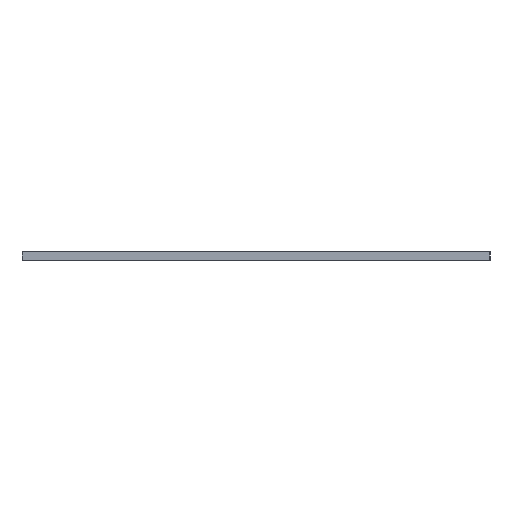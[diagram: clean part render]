
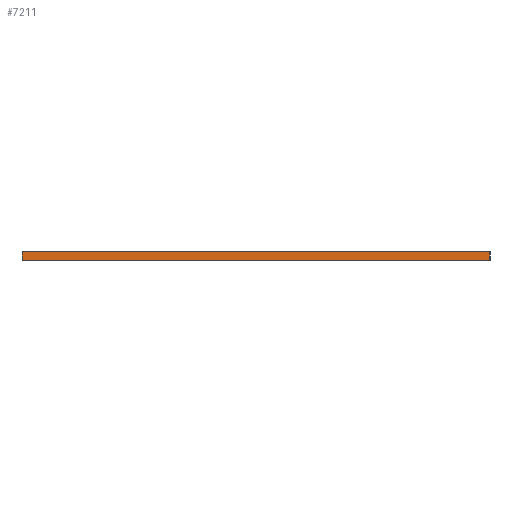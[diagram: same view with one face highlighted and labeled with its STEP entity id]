
A CAD part, left-side view. The second image highlights one B-rep face of the part: STEP entity #7211.
In plain terms, the highlighted planar face has unit normal (-1, 0, 0).
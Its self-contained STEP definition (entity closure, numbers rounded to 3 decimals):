
#55 = PLANE('',#56);
#56 = AXIS2_PLACEMENT_3D('',#57,#58,#59);
#57 = CARTESIAN_POINT('',(34.925,-46.355,0.));
#58 = DIRECTION('',(0.,1.,0.));
#59 = DIRECTION('',(1.,0.,0.));
#83 = PLANE('',#84);
#84 = AXIS2_PLACEMENT_3D('',#85,#86,#87);
#85 = CARTESIAN_POINT('',(101.177,-92.498,1.6));
#86 = DIRECTION('',(-0.,-0.,-1.));
#87 = DIRECTION('',(-1.,0.,0.));
#137 = PLANE('',#138);
#138 = AXIS2_PLACEMENT_3D('',#139,#140,#141);
#139 = CARTESIAN_POINT('',(101.177,-92.498,0.));
#140 = DIRECTION('',(-0.,-0.,-1.));
#141 = DIRECTION('',(-1.,0.,0.));
#152 = EDGE_CURVE('',#153,#155,#157,.T.);
#153 = VERTEX_POINT('',#154);
#154 = CARTESIAN_POINT('',(34.925,-46.355,0.));
#155 = VERTEX_POINT('',#156);
#156 = CARTESIAN_POINT('',(34.925,-46.355,1.6));
#157 = SURFACE_CURVE('',#158,(#162,#169),.PCURVE_S1.);
#158 = LINE('',#159,#160);
#159 = CARTESIAN_POINT('',(34.925,-46.355,0.));
#160 = VECTOR('',#161,1.);
#161 = DIRECTION('',(0.,0.,1.));
#162 = PCURVE('',#55,#163);
#163 = DEFINITIONAL_REPRESENTATION('',(#164),#168);
#164 = LINE('',#165,#166);
#165 = CARTESIAN_POINT('',(0.,0.));
#166 = VECTOR('',#167,1.);
#167 = DIRECTION('',(0.,-1.));
#168 = ( GEOMETRIC_REPRESENTATION_CONTEXT(2) 
PARAMETRIC_REPRESENTATION_CONTEXT() REPRESENTATION_CONTEXT('2D SPACE',''
  ) );
#169 = PCURVE('',#170,#175);
#170 = PLANE('',#171);
#171 = AXIS2_PLACEMENT_3D('',#172,#173,#174);
#172 = CARTESIAN_POINT('',(34.925,-130.175,0.));
#173 = DIRECTION('',(-1.,0.,0.));
#174 = DIRECTION('',(0.,1.,0.));
#175 = DEFINITIONAL_REPRESENTATION('',(#176),#180);
#176 = LINE('',#177,#178);
#177 = CARTESIAN_POINT('',(83.82,0.));
#178 = VECTOR('',#179,1.);
#179 = DIRECTION('',(0.,-1.));
#180 = ( GEOMETRIC_REPRESENTATION_CONTEXT(2) 
PARAMETRIC_REPRESENTATION_CONTEXT() REPRESENTATION_CONTEXT('2D SPACE',''
  ) );
#330 = VERTEX_POINT('',#331);
#331 = CARTESIAN_POINT('',(34.925,-130.175,0.));
#345 = PLANE('',#346);
#346 = AXIS2_PLACEMENT_3D('',#347,#348,#349);
#347 = CARTESIAN_POINT('',(175.895,-130.175,0.));
#348 = DIRECTION('',(0.,-1.,0.));
#349 = DIRECTION('',(-1.,0.,0.));
#357 = EDGE_CURVE('',#330,#153,#358,.T.);
#358 = SURFACE_CURVE('',#359,(#363,#370),.PCURVE_S1.);
#359 = LINE('',#360,#361);
#360 = CARTESIAN_POINT('',(34.925,-130.175,0.));
#361 = VECTOR('',#362,1.);
#362 = DIRECTION('',(0.,1.,0.));
#363 = PCURVE('',#137,#364);
#364 = DEFINITIONAL_REPRESENTATION('',(#365),#369);
#365 = LINE('',#366,#367);
#366 = CARTESIAN_POINT('',(66.252,-37.677));
#367 = VECTOR('',#368,1.);
#368 = DIRECTION('',(0.,1.));
#369 = ( GEOMETRIC_REPRESENTATION_CONTEXT(2) 
PARAMETRIC_REPRESENTATION_CONTEXT() REPRESENTATION_CONTEXT('2D SPACE',''
  ) );
#370 = PCURVE('',#170,#371);
#371 = DEFINITIONAL_REPRESENTATION('',(#372),#376);
#372 = LINE('',#373,#374);
#373 = CARTESIAN_POINT('',(0.,0.));
#374 = VECTOR('',#375,1.);
#375 = DIRECTION('',(1.,0.));
#376 = ( GEOMETRIC_REPRESENTATION_CONTEXT(2) 
PARAMETRIC_REPRESENTATION_CONTEXT() REPRESENTATION_CONTEXT('2D SPACE',''
  ) );
#4048 = VERTEX_POINT('',#4049);
#4049 = CARTESIAN_POINT('',(34.925,-130.175,1.6));
#4070 = EDGE_CURVE('',#4048,#155,#4071,.T.);
#4071 = SURFACE_CURVE('',#4072,(#4076,#4083),.PCURVE_S1.);
#4072 = LINE('',#4073,#4074);
#4073 = CARTESIAN_POINT('',(34.925,-130.175,1.6));
#4074 = VECTOR('',#4075,1.);
#4075 = DIRECTION('',(0.,1.,0.));
#4076 = PCURVE('',#83,#4077);
#4077 = DEFINITIONAL_REPRESENTATION('',(#4078),#4082);
#4078 = LINE('',#4079,#4080);
#4079 = CARTESIAN_POINT('',(66.252,-37.677));
#4080 = VECTOR('',#4081,1.);
#4081 = DIRECTION('',(0.,1.));
#4082 = ( GEOMETRIC_REPRESENTATION_CONTEXT(2) 
PARAMETRIC_REPRESENTATION_CONTEXT() REPRESENTATION_CONTEXT('2D SPACE',''
  ) );
#4083 = PCURVE('',#170,#4084);
#4084 = DEFINITIONAL_REPRESENTATION('',(#4085),#4089);
#4085 = LINE('',#4086,#4087);
#4086 = CARTESIAN_POINT('',(0.,-1.6));
#4087 = VECTOR('',#4088,1.);
#4088 = DIRECTION('',(1.,0.));
#4089 = ( GEOMETRIC_REPRESENTATION_CONTEXT(2) 
PARAMETRIC_REPRESENTATION_CONTEXT() REPRESENTATION_CONTEXT('2D SPACE',''
  ) );
#7211 = ADVANCED_FACE('',(#7212),#170,.T.);
#7212 = FACE_BOUND('',#7213,.T.);
#7213 = EDGE_LOOP('',(#7214,#7235,#7236,#7237));
#7214 = ORIENTED_EDGE('',*,*,#7215,.T.);
#7215 = EDGE_CURVE('',#330,#4048,#7216,.T.);
#7216 = SURFACE_CURVE('',#7217,(#7221,#7228),.PCURVE_S1.);
#7217 = LINE('',#7218,#7219);
#7218 = CARTESIAN_POINT('',(34.925,-130.175,0.));
#7219 = VECTOR('',#7220,1.);
#7220 = DIRECTION('',(0.,0.,1.));
#7221 = PCURVE('',#170,#7222);
#7222 = DEFINITIONAL_REPRESENTATION('',(#7223),#7227);
#7223 = LINE('',#7224,#7225);
#7224 = CARTESIAN_POINT('',(0.,0.));
#7225 = VECTOR('',#7226,1.);
#7226 = DIRECTION('',(0.,-1.));
#7227 = ( GEOMETRIC_REPRESENTATION_CONTEXT(2) 
PARAMETRIC_REPRESENTATION_CONTEXT() REPRESENTATION_CONTEXT('2D SPACE',''
  ) );
#7228 = PCURVE('',#345,#7229);
#7229 = DEFINITIONAL_REPRESENTATION('',(#7230),#7234);
#7230 = LINE('',#7231,#7232);
#7231 = CARTESIAN_POINT('',(140.97,0.));
#7232 = VECTOR('',#7233,1.);
#7233 = DIRECTION('',(0.,-1.));
#7234 = ( GEOMETRIC_REPRESENTATION_CONTEXT(2) 
PARAMETRIC_REPRESENTATION_CONTEXT() REPRESENTATION_CONTEXT('2D SPACE',''
  ) );
#7235 = ORIENTED_EDGE('',*,*,#4070,.T.);
#7236 = ORIENTED_EDGE('',*,*,#152,.F.);
#7237 = ORIENTED_EDGE('',*,*,#357,.F.);
